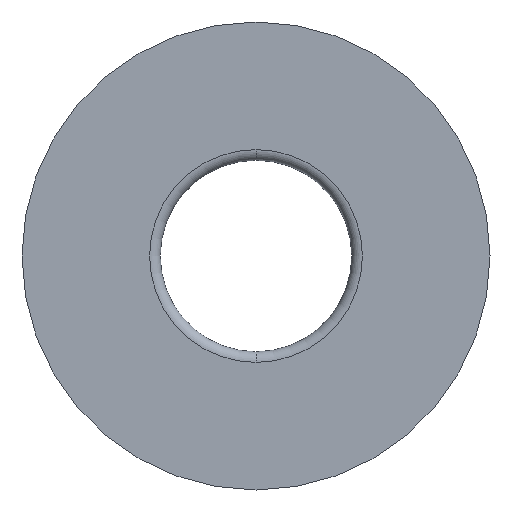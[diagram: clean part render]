
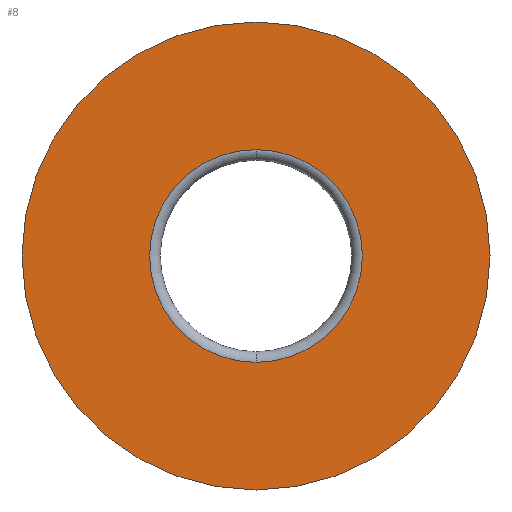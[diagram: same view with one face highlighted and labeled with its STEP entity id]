
A CAD part, front view. The second image highlights one B-rep face of the part: STEP entity #8.
In plain terms, the highlighted planar face has unit normal (0, -1, 0).
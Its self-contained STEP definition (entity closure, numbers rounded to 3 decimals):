
#8 = ADVANCED_FACE ( 'NONE', ( #126, #248 ), #158, .T. ) ;
#13 = CIRCLE ( 'NONE', #303, 44. ) ;
#14 = CARTESIAN_POINT ( 'NONE',  ( 0., 0., 0. ) ) ;
#17 = DIRECTION ( 'NONE',  ( 0., -1., 0. ) ) ;
#43 = DIRECTION ( 'NONE',  ( 0., 1., 0. ) ) ;
#50 = DIRECTION ( 'NONE',  ( 0., 0., 1. ) ) ;
#53 = EDGE_LOOP ( 'NONE', ( #109, #201 ) ) ;
#55 = EDGE_CURVE ( 'NONE', #278, #111, #190, .T. ) ;
#68 = DIRECTION ( 'NONE',  ( 0., 0., 1. ) ) ;
#76 = DIRECTION ( 'NONE',  ( 0., 1., 0. ) ) ;
#87 = AXIS2_PLACEMENT_3D ( 'NONE', #14, #43, #370 ) ;
#109 = ORIENTED_EDGE ( 'NONE', *, *, #314, .F. ) ;
#111 = VERTEX_POINT ( 'NONE', #127 ) ;
#126 = FACE_BOUND ( 'NONE', #401, .T. ) ;
#127 = CARTESIAN_POINT ( 'NONE',  ( 0., 0., 20. ) ) ;
#137 = CARTESIAN_POINT ( 'NONE',  ( 0., 0., 0. ) ) ;
#145 = VERTEX_POINT ( 'NONE', #293 ) ;
#153 = DIRECTION ( 'NONE',  ( 0., 1., 0. ) ) ;
#155 = DIRECTION ( 'NONE',  ( 0., 0., -1. ) ) ;
#158 = PLANE ( 'NONE',  #398 ) ;
#170 = CARTESIAN_POINT ( 'NONE',  ( 0., 0., 0. ) ) ;
#175 = AXIS2_PLACEMENT_3D ( 'NONE', #186, #153, #50 ) ;
#178 = ORIENTED_EDGE ( 'NONE', *, *, #326, .T. ) ;
#186 = CARTESIAN_POINT ( 'NONE',  ( 0., 0., 0. ) ) ;
#190 = CIRCLE ( 'NONE', #175, 20. ) ;
#196 = CIRCLE ( 'NONE', #256, 20. ) ;
#201 = ORIENTED_EDGE ( 'NONE', *, *, #381, .F. ) ;
#248 = FACE_OUTER_BOUND ( 'NONE', #53, .T. ) ;
#256 = AXIS2_PLACEMENT_3D ( 'NONE', #170, #76, #336 ) ;
#274 = VERTEX_POINT ( 'NONE', #409 ) ;
#278 = VERTEX_POINT ( 'NONE', #309 ) ;
#293 = CARTESIAN_POINT ( 'NONE',  ( 0., 0., -44. ) ) ;
#303 = AXIS2_PLACEMENT_3D ( 'NONE', #137, #371, #68 ) ;
#309 = CARTESIAN_POINT ( 'NONE',  ( 0., 0., -20. ) ) ;
#314 = EDGE_CURVE ( 'NONE', #274, #145, #13, .T. ) ;
#326 = EDGE_CURVE ( 'NONE', #111, #278, #196, .T. ) ;
#336 = DIRECTION ( 'NONE',  ( 0., 0., 1. ) ) ;
#347 = CIRCLE ( 'NONE', #87, 44. ) ;
#370 = DIRECTION ( 'NONE',  ( 0., 0., 1. ) ) ;
#371 = DIRECTION ( 'NONE',  ( 0., 1., 0. ) ) ;
#380 = CARTESIAN_POINT ( 'NONE',  ( -44., 0., 0. ) ) ;
#381 = EDGE_CURVE ( 'NONE', #145, #274, #347, .T. ) ;
#398 = AXIS2_PLACEMENT_3D ( 'NONE', #380, #17, #155 ) ;
#401 = EDGE_LOOP ( 'NONE', ( #178, #407 ) ) ;
#407 = ORIENTED_EDGE ( 'NONE', *, *, #55, .T. ) ;
#409 = CARTESIAN_POINT ( 'NONE',  ( 0., 0., 44. ) ) ;
